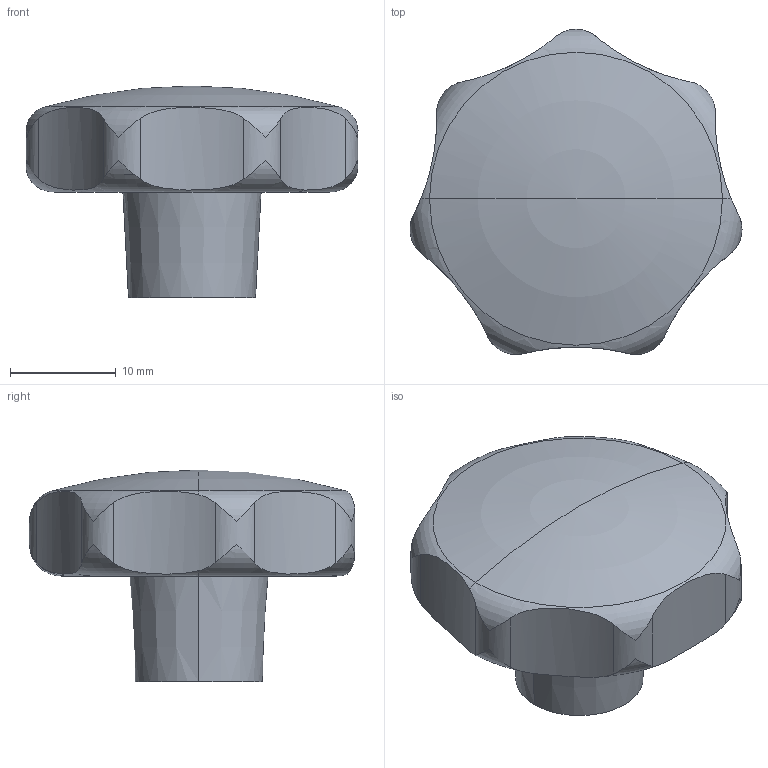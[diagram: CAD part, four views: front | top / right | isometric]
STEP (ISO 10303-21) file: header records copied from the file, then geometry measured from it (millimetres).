
FILE_DESCRIPTION(('STEP AP214'),'1');
FILE_NAME(' ',' ',('TraceParts'),('TraceParts S.A.'),'XStep 1.0',' ',' ');
FILE_SCHEMA(('automotive_design'));
Length unit declared in the file: millimetre
Products named in the file (1): 1
Bounding box: 31.35 x 30.71 x 20 mm (x, y, z)
Volume: 7006.5 mm3; surface area: 2687.5 mm2
Topology: 1 solids, 1 shells, 31 faces, 93 edges, 62 vertices
Faces by surface type: cylinder 17, cone 6, torus 4, sphere 2, plane 2
Entity records: 2412 total; most frequent: CARTESIAN_POINT 633, STYLED_ITEM 183, PRESENTATION_STYLE_ASSIGNMENT 183, COLOUR_RGB 183, ORIENTED_EDGE 178, DIRECTION 127, EDGE_CURVE 89, CURVE_STYLE 89
